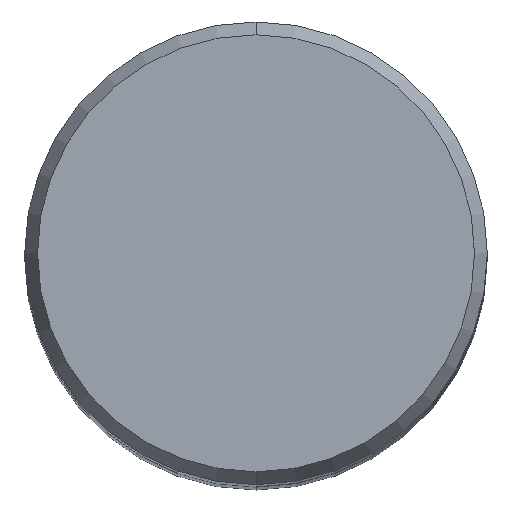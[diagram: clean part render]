
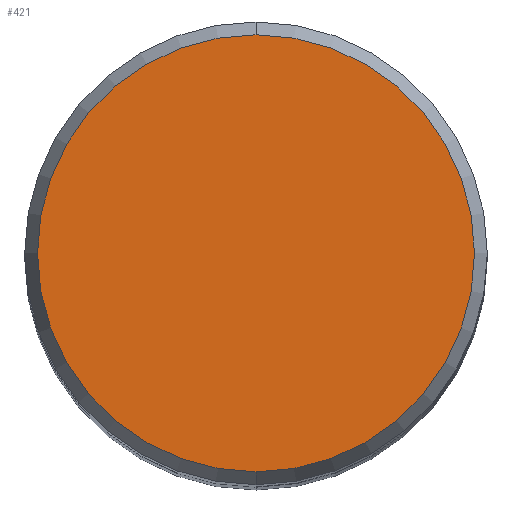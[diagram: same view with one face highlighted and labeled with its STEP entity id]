
A CAD part, top view. The second image highlights one B-rep face of the part: STEP entity #421.
In plain terms, the highlighted planar face has unit normal (0, 0, 1).
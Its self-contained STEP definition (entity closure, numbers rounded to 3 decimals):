
#227=EDGE_CURVE('',#473,#523,#589,.T.);
#307=EDGE_CURVE('',#523,#473,#676,.T.);
#421=ADVANCED_FACE('',(#803),#804,.T.);
#473=VERTEX_POINT('',#864);
#523=VERTEX_POINT('',#921);
#589=CIRCLE('',#1042,11.807);
#676=CIRCLE('',#1263,11.807);
#803=FACE_OUTER_BOUND('',#1559,.T.);
#804=PLANE('',#1560);
#864=CARTESIAN_POINT('',(0.,-11.807,0.0));
#921=CARTESIAN_POINT('',(0.0,11.807,0.0));
#1042=AXIS2_PLACEMENT_3D('',#1865,#1866,#1867);
#1263=AXIS2_PLACEMENT_3D('',#1958,#1959,#1960);
#1559=EDGE_LOOP('',(#2116,#2117));
#1560=AXIS2_PLACEMENT_3D('',#2118,#2119,#2120);
#1865=CARTESIAN_POINT('',(0.0,0.0,0.0));
#1866=DIRECTION('',(0.0,0.0,-1.0));
#1867=DIRECTION('',(0.0,1.0,0.0));
#1958=CARTESIAN_POINT('',(0.0,0.0,0.0));
#1959=DIRECTION('',(0.0,0.0,-1.0));
#1960=DIRECTION('',(0.0,1.0,0.0));
#2116=ORIENTED_EDGE('',*,*,#307,.F.);
#2117=ORIENTED_EDGE('',*,*,#227,.F.);
#2118=CARTESIAN_POINT('',(0.0,5.904,0.0));
#2119=DIRECTION('',(-0.0,0.0,1.0));
#2120=DIRECTION('',(0.0,-1.0,0.0));
